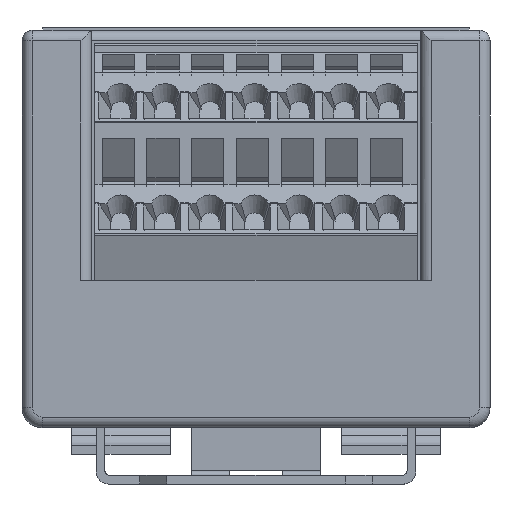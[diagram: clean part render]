
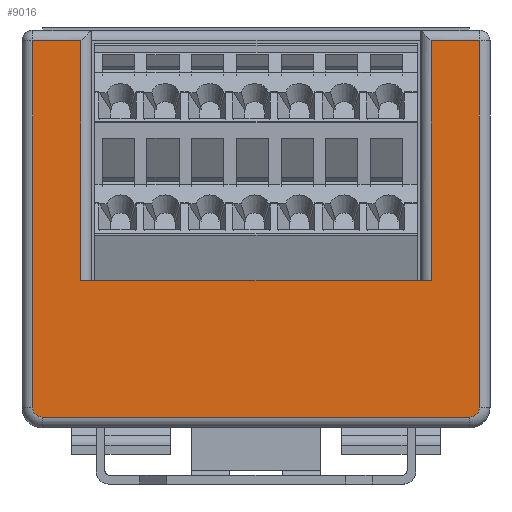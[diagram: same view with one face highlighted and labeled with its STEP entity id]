
A CAD part, front view. The second image highlights one B-rep face of the part: STEP entity #9016.
In plain terms, the highlighted planar face has unit normal (0, -1, 0).
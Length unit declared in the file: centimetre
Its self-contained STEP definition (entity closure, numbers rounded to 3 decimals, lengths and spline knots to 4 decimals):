
#428=PLANE('',#9539);
#835=VECTOR('',#10167,1.);
#838=VECTOR('',#10172,1.);
#839=VECTOR('',#10182,1.);
#841=VECTOR('',#10186,1.);
#844=VECTOR('',#10195,1.);
#863=VECTOR('',#10278,1.);
#866=VECTOR('',#10285,1.);
#873=VECTOR('',#10298,1.);
#1933=LINE('',#12166,#835);
#1936=LINE('',#12170,#838);
#1937=LINE('',#12178,#839);
#1939=LINE('',#12181,#841);
#1942=LINE('',#12191,#844);
#1961=LINE('',#12267,#863);
#1964=LINE('',#12274,#866);
#1971=LINE('',#12289,#873);
#3032=VERTEX_POINT('',#12141);
#3037=VERTEX_POINT('',#12151);
#3039=VERTEX_POINT('',#12156);
#3040=VERTEX_POINT('',#12158);
#3043=VERTEX_POINT('',#12165);
#3045=VERTEX_POINT('',#12174);
#3046=VERTEX_POINT('',#12182);
#3048=VERTEX_POINT('',#12188);
#3073=VERTEX_POINT('',#12266);
#3074=VERTEX_POINT('',#12268);
#3893=CIRCLE('',#9485,0.105);
#3898=CIRCLE('',#9493,0.105);
#4016=EDGE_CURVE('',#3039,#3040,#3893,.T.);
#4020=EDGE_CURVE('',#3043,#3039,#1933,.T.);
#4023=EDGE_CURVE('',#3040,#3037,#1936,.T.);
#4025=EDGE_CURVE('',#3045,#3043,#3898,.T.);
#4027=EDGE_CURVE('',#3032,#3045,#1937,.T.);
#4029=EDGE_CURVE('',#3037,#3046,#1939,.T.);
#4034=EDGE_CURVE('',#3046,#3048,#1942,.T.);
#4072=EDGE_CURVE('',#3073,#3074,#1961,.T.);
#4076=EDGE_CURVE('',#3074,#3032,#1964,.T.);
#4084=EDGE_CURVE('',#3048,#3073,#1971,.T.);
#5417=ORIENTED_EDGE('',*,*,#4084,.F.);
#5418=ORIENTED_EDGE('',*,*,#4034,.F.);
#5419=ORIENTED_EDGE('',*,*,#4029,.F.);
#5420=ORIENTED_EDGE('',*,*,#4023,.F.);
#5421=ORIENTED_EDGE('',*,*,#4016,.F.);
#5422=ORIENTED_EDGE('',*,*,#4020,.F.);
#5423=ORIENTED_EDGE('',*,*,#4025,.F.);
#5424=ORIENTED_EDGE('',*,*,#4027,.F.);
#5425=ORIENTED_EDGE('',*,*,#4076,.F.);
#5426=ORIENTED_EDGE('',*,*,#4072,.F.);
#7934=EDGE_LOOP('',(#5417,#5418,#5419,#5420,#5421,#5422,#5423,#5424,#5425,
#5426));
#8475=FACE_BOUND('',#7934,.T.);
#9016=ADVANCED_FACE('',(#8475),#428,.T.);
#9485=AXIS2_PLACEMENT_3D('',#12157,#10157,#10158);
#9493=AXIS2_PLACEMENT_3D('',#12175,#10176,#10177);
#9539=AXIS2_PLACEMENT_3D('',#12288,#10297,$);
#10157=DIRECTION('',(0.,1.,0.));
#10158=DIRECTION('',(-0.074,0.,-0.074));
#10167=DIRECTION('',(-1.,0.,0.));
#10172=DIRECTION('',(0.,0.,1.));
#10176=DIRECTION('',(0.,1.,0.));
#10177=DIRECTION('',(0.074,0.,-0.074));
#10182=DIRECTION('',(0.,0.,-1.));
#10186=DIRECTION('',(1.,0.,0.));
#10195=DIRECTION('',(0.,0.,-1.));
#10278=DIRECTION('',(0.,0.,1.));
#10285=DIRECTION('',(1.,0.,0.));
#10297=DIRECTION('',(0.,-1.,0.));
#10298=DIRECTION('',(1.,0.,0.));
#12141=CARTESIAN_POINT('',(2.498,-6.01,4.33));
#12151=CARTESIAN_POINT('',(-2.498,-6.01,4.33));
#12156=CARTESIAN_POINT('',(-2.393,-6.01,0.12));
#12157=CARTESIAN_POINT('',(-2.393,-6.01,0.225));
#12158=CARTESIAN_POINT('',(-2.498,-6.01,0.225));
#12165=CARTESIAN_POINT('',(2.393,-6.01,0.12));
#12166=CARTESIAN_POINT('',(0.,-6.01,0.12));
#12170=CARTESIAN_POINT('',(-2.498,-6.01,0.));
#12174=CARTESIAN_POINT('',(2.498,-6.01,0.225));
#12175=CARTESIAN_POINT('',(2.393,-6.01,0.225));
#12178=CARTESIAN_POINT('',(2.498,-6.01,0.));
#12181=CARTESIAN_POINT('',(0.,-6.01,4.33));
#12182=CARTESIAN_POINT('',(-1.96,-6.01,4.33));
#12188=CARTESIAN_POINT('',(-1.96,-6.01,1.65));
#12191=CARTESIAN_POINT('',(-1.96,-6.01,2.225));
#12266=CARTESIAN_POINT('',(1.96,-6.01,1.65));
#12267=CARTESIAN_POINT('',(1.96,-6.01,2.225));
#12268=CARTESIAN_POINT('',(1.96,-6.01,4.33));
#12274=CARTESIAN_POINT('',(0.,-6.01,4.33));
#12288=CARTESIAN_POINT('',(0.,-6.01,0.));
#12289=CARTESIAN_POINT('',(0.,-6.01,1.65));
